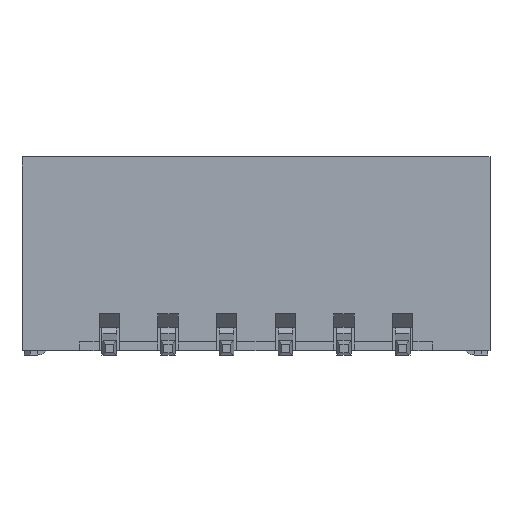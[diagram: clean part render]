
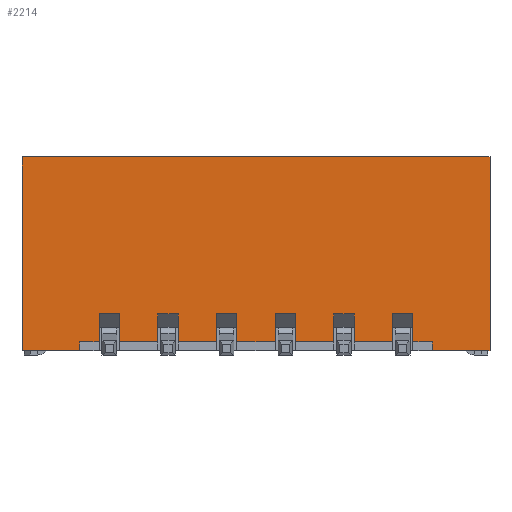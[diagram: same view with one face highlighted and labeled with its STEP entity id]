
A CAD part, front view. The second image highlights one B-rep face of the part: STEP entity #2214.
In plain terms, the highlighted face is planar.
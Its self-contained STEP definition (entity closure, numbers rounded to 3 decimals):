
#1860 = VERTEX_POINT('',#1861);
#1861 = CARTESIAN_POINT('',(9.975,0.15,0.25));
#1867 = EDGE_CURVE('',#1860,#1868,#1870,.T.);
#1868 = VERTEX_POINT('',#1869);
#1869 = CARTESIAN_POINT('',(8.,0.15,0.25));
#1870 = LINE('',#1871,#1872);
#1871 = CARTESIAN_POINT('',(9.975,0.15,0.25));
#1872 = VECTOR('',#1873,1.);
#1873 = DIRECTION('',(-1.,0.,0.));
#2075 = VERTEX_POINT('',#2076);
#2076 = CARTESIAN_POINT('',(-4.,0.15,0.25));
#2082 = EDGE_CURVE('',#2083,#2075,#2085,.T.);
#2083 = VERTEX_POINT('',#2084);
#2084 = CARTESIAN_POINT('',(-5.975,0.15,0.25));
#2085 = LINE('',#2086,#2087);
#2086 = CARTESIAN_POINT('',(-5.975,0.15,0.25));
#2087 = VECTOR('',#2088,1.);
#2088 = DIRECTION('',(1.,0.,0.));
#2140 = VERTEX_POINT('',#2141);
#2141 = CARTESIAN_POINT('',(-1.35,0.45,0.25));
#2147 = EDGE_CURVE('',#2140,#2148,#2150,.T.);
#2148 = VERTEX_POINT('',#2149);
#2149 = CARTESIAN_POINT('',(-2.65,0.45,0.25));
#2150 = LINE('',#2151,#2152);
#2151 = CARTESIAN_POINT('',(8.,0.45,0.25));
#2152 = VECTOR('',#2153,1.);
#2153 = DIRECTION('',(-1.,0.,0.));
#2172 = EDGE_CURVE('',#2148,#2173,#2175,.T.);
#2173 = VERTEX_POINT('',#2174);
#2174 = CARTESIAN_POINT('',(-2.65,1.4,0.25));
#2175 = LINE('',#2176,#2177);
#2176 = CARTESIAN_POINT('',(-2.65,1.4,0.25));
#2177 = VECTOR('',#2178,1.);
#2178 = DIRECTION('',(0.,1.,0.));
#2214 = ADVANCED_FACE('',(#2215),#2439,.F.);
#2215 = FACE_BOUND('',#2216,.T.);
#2216 = EDGE_LOOP('',(#2217,#2227,#2235,#2243,#2251,#2259,#2267,#2275,
    #2283,#2291,#2297,#2298,#2306,#2314,#2320,#2321,#2329,#2337,#2345,
    #2351,#2352,#2353,#2361,#2369,#2377,#2385,#2393,#2401,#2409,#2417,
    #2425,#2433));
#2217 = ORIENTED_EDGE('',*,*,#2218,.F.);
#2218 = EDGE_CURVE('',#2219,#2221,#2223,.T.);
#2219 = VERTEX_POINT('',#2220);
#2220 = CARTESIAN_POINT('',(4.65,0.45,0.25));
#2221 = VERTEX_POINT('',#2222);
#2222 = CARTESIAN_POINT('',(3.35,0.45,0.25));
#2223 = LINE('',#2224,#2225);
#2224 = CARTESIAN_POINT('',(12.,0.45,0.25));
#2225 = VECTOR('',#2226,1.);
#2226 = DIRECTION('',(-1.,0.,0.));
#2227 = ORIENTED_EDGE('',*,*,#2228,.T.);
#2228 = EDGE_CURVE('',#2219,#2229,#2231,.T.);
#2229 = VERTEX_POINT('',#2230);
#2230 = CARTESIAN_POINT('',(4.65,1.4,0.25));
#2231 = LINE('',#2232,#2233);
#2232 = CARTESIAN_POINT('',(4.65,1.4,0.25));
#2233 = VECTOR('',#2234,1.);
#2234 = DIRECTION('',(0.,1.,0.));
#2235 = ORIENTED_EDGE('',*,*,#2236,.F.);
#2236 = EDGE_CURVE('',#2237,#2229,#2239,.T.);
#2237 = VERTEX_POINT('',#2238);
#2238 = CARTESIAN_POINT('',(5.35,1.4,0.25));
#2239 = LINE('',#2240,#2241);
#2240 = CARTESIAN_POINT('',(5.35,1.4,0.25));
#2241 = VECTOR('',#2242,1.);
#2242 = DIRECTION('',(-1.,0.,0.));
#2243 = ORIENTED_EDGE('',*,*,#2244,.F.);
#2244 = EDGE_CURVE('',#2245,#2237,#2247,.T.);
#2245 = VERTEX_POINT('',#2246);
#2246 = CARTESIAN_POINT('',(5.35,0.45,0.25));
#2247 = LINE('',#2248,#2249);
#2248 = CARTESIAN_POINT('',(5.35,1.4,0.25));
#2249 = VECTOR('',#2250,1.);
#2250 = DIRECTION('',(0.,1.,0.));
#2251 = ORIENTED_EDGE('',*,*,#2252,.T.);
#2252 = EDGE_CURVE('',#2245,#2253,#2255,.T.);
#2253 = VERTEX_POINT('',#2254);
#2254 = CARTESIAN_POINT('',(6.65,0.45,0.25));
#2255 = LINE('',#2256,#2257);
#2256 = CARTESIAN_POINT('',(-4.,0.45,0.25));
#2257 = VECTOR('',#2258,1.);
#2258 = DIRECTION('',(1.,0.,0.));
#2259 = ORIENTED_EDGE('',*,*,#2260,.T.);
#2260 = EDGE_CURVE('',#2253,#2261,#2263,.T.);
#2261 = VERTEX_POINT('',#2262);
#2262 = CARTESIAN_POINT('',(6.65,1.4,0.25));
#2263 = LINE('',#2264,#2265);
#2264 = CARTESIAN_POINT('',(6.65,1.4,0.25));
#2265 = VECTOR('',#2266,1.);
#2266 = DIRECTION('',(0.,1.,0.));
#2267 = ORIENTED_EDGE('',*,*,#2268,.T.);
#2268 = EDGE_CURVE('',#2261,#2269,#2271,.T.);
#2269 = VERTEX_POINT('',#2270);
#2270 = CARTESIAN_POINT('',(7.35,1.4,0.25));
#2271 = LINE('',#2272,#2273);
#2272 = CARTESIAN_POINT('',(6.65,1.4,0.25));
#2273 = VECTOR('',#2274,1.);
#2274 = DIRECTION('',(1.,0.,0.));
#2275 = ORIENTED_EDGE('',*,*,#2276,.F.);
#2276 = EDGE_CURVE('',#2277,#2269,#2279,.T.);
#2277 = VERTEX_POINT('',#2278);
#2278 = CARTESIAN_POINT('',(7.35,0.45,0.25));
#2279 = LINE('',#2280,#2281);
#2280 = CARTESIAN_POINT('',(7.35,1.4,0.25));
#2281 = VECTOR('',#2282,1.);
#2282 = DIRECTION('',(0.,1.,0.));
#2283 = ORIENTED_EDGE('',*,*,#2284,.T.);
#2284 = EDGE_CURVE('',#2277,#2285,#2287,.T.);
#2285 = VERTEX_POINT('',#2286);
#2286 = CARTESIAN_POINT('',(8.,0.45,0.25));
#2287 = LINE('',#2288,#2289);
#2288 = CARTESIAN_POINT('',(-4.,0.45,0.25));
#2289 = VECTOR('',#2290,1.);
#2290 = DIRECTION('',(1.,0.,0.));
#2291 = ORIENTED_EDGE('',*,*,#2292,.F.);
#2292 = EDGE_CURVE('',#1868,#2285,#2293,.T.);
#2293 = LINE('',#2294,#2295);
#2294 = CARTESIAN_POINT('',(8.,0.15,0.25));
#2295 = VECTOR('',#2296,1.);
#2296 = DIRECTION('',(0.,1.,0.));
#2297 = ORIENTED_EDGE('',*,*,#1867,.F.);
#2298 = ORIENTED_EDGE('',*,*,#2299,.F.);
#2299 = EDGE_CURVE('',#2300,#1860,#2302,.T.);
#2300 = VERTEX_POINT('',#2301);
#2301 = CARTESIAN_POINT('',(9.975,6.75,0.25));
#2302 = LINE('',#2303,#2304);
#2303 = CARTESIAN_POINT('',(9.975,6.75,0.25));
#2304 = VECTOR('',#2305,1.);
#2305 = DIRECTION('',(0.,-1.,0.));
#2306 = ORIENTED_EDGE('',*,*,#2307,.F.);
#2307 = EDGE_CURVE('',#2308,#2300,#2310,.T.);
#2308 = VERTEX_POINT('',#2309);
#2309 = CARTESIAN_POINT('',(-5.975,6.75,0.25));
#2310 = LINE('',#2311,#2312);
#2311 = CARTESIAN_POINT('',(-5.975,6.75,0.25));
#2312 = VECTOR('',#2313,1.);
#2313 = DIRECTION('',(1.,0.,0.));
#2314 = ORIENTED_EDGE('',*,*,#2315,.T.);
#2315 = EDGE_CURVE('',#2308,#2083,#2316,.T.);
#2316 = LINE('',#2317,#2318);
#2317 = CARTESIAN_POINT('',(-5.975,6.75,0.25));
#2318 = VECTOR('',#2319,1.);
#2319 = DIRECTION('',(0.,-1.,0.));
#2320 = ORIENTED_EDGE('',*,*,#2082,.T.);
#2321 = ORIENTED_EDGE('',*,*,#2322,.T.);
#2322 = EDGE_CURVE('',#2075,#2323,#2325,.T.);
#2323 = VERTEX_POINT('',#2324);
#2324 = CARTESIAN_POINT('',(-4.,0.45,0.25));
#2325 = LINE('',#2326,#2327);
#2326 = CARTESIAN_POINT('',(-4.,0.15,0.25));
#2327 = VECTOR('',#2328,1.);
#2328 = DIRECTION('',(0.,1.,0.));
#2329 = ORIENTED_EDGE('',*,*,#2330,.F.);
#2330 = EDGE_CURVE('',#2331,#2323,#2333,.T.);
#2331 = VERTEX_POINT('',#2332);
#2332 = CARTESIAN_POINT('',(-3.35,0.45,0.25));
#2333 = LINE('',#2334,#2335);
#2334 = CARTESIAN_POINT('',(8.,0.45,0.25));
#2335 = VECTOR('',#2336,1.);
#2336 = DIRECTION('',(-1.,0.,0.));
#2337 = ORIENTED_EDGE('',*,*,#2338,.T.);
#2338 = EDGE_CURVE('',#2331,#2339,#2341,.T.);
#2339 = VERTEX_POINT('',#2340);
#2340 = CARTESIAN_POINT('',(-3.35,1.4,0.25));
#2341 = LINE('',#2342,#2343);
#2342 = CARTESIAN_POINT('',(-3.35,1.4,0.25));
#2343 = VECTOR('',#2344,1.);
#2344 = DIRECTION('',(0.,1.,0.));
#2345 = ORIENTED_EDGE('',*,*,#2346,.F.);
#2346 = EDGE_CURVE('',#2173,#2339,#2347,.T.);
#2347 = LINE('',#2348,#2349);
#2348 = CARTESIAN_POINT('',(-2.65,1.4,0.25));
#2349 = VECTOR('',#2350,1.);
#2350 = DIRECTION('',(-1.,0.,0.));
#2351 = ORIENTED_EDGE('',*,*,#2172,.F.);
#2352 = ORIENTED_EDGE('',*,*,#2147,.F.);
#2353 = ORIENTED_EDGE('',*,*,#2354,.T.);
#2354 = EDGE_CURVE('',#2140,#2355,#2357,.T.);
#2355 = VERTEX_POINT('',#2356);
#2356 = CARTESIAN_POINT('',(-1.35,1.4,0.25));
#2357 = LINE('',#2358,#2359);
#2358 = CARTESIAN_POINT('',(-1.35,1.4,0.25));
#2359 = VECTOR('',#2360,1.);
#2360 = DIRECTION('',(0.,1.,0.));
#2361 = ORIENTED_EDGE('',*,*,#2362,.F.);
#2362 = EDGE_CURVE('',#2363,#2355,#2365,.T.);
#2363 = VERTEX_POINT('',#2364);
#2364 = CARTESIAN_POINT('',(-0.65,1.4,0.25));
#2365 = LINE('',#2366,#2367);
#2366 = CARTESIAN_POINT('',(-0.65,1.4,0.25));
#2367 = VECTOR('',#2368,1.);
#2368 = DIRECTION('',(-1.,0.,0.));
#2369 = ORIENTED_EDGE('',*,*,#2370,.F.);
#2370 = EDGE_CURVE('',#2371,#2363,#2373,.T.);
#2371 = VERTEX_POINT('',#2372);
#2372 = CARTESIAN_POINT('',(-0.65,0.45,0.25));
#2373 = LINE('',#2374,#2375);
#2374 = CARTESIAN_POINT('',(-0.65,1.4,0.25));
#2375 = VECTOR('',#2376,1.);
#2376 = DIRECTION('',(0.,1.,0.));
#2377 = ORIENTED_EDGE('',*,*,#2378,.F.);
#2378 = EDGE_CURVE('',#2379,#2371,#2381,.T.);
#2379 = VERTEX_POINT('',#2380);
#2380 = CARTESIAN_POINT('',(0.65,0.45,0.25));
#2381 = LINE('',#2382,#2383);
#2382 = CARTESIAN_POINT('',(8.,0.45,0.25));
#2383 = VECTOR('',#2384,1.);
#2384 = DIRECTION('',(-1.,0.,0.));
#2385 = ORIENTED_EDGE('',*,*,#2386,.T.);
#2386 = EDGE_CURVE('',#2379,#2387,#2389,.T.);
#2387 = VERTEX_POINT('',#2388);
#2388 = CARTESIAN_POINT('',(0.65,1.4,0.25));
#2389 = LINE('',#2390,#2391);
#2390 = CARTESIAN_POINT('',(0.65,1.4,0.25));
#2391 = VECTOR('',#2392,1.);
#2392 = DIRECTION('',(0.,1.,0.));
#2393 = ORIENTED_EDGE('',*,*,#2394,.F.);
#2394 = EDGE_CURVE('',#2395,#2387,#2397,.T.);
#2395 = VERTEX_POINT('',#2396);
#2396 = CARTESIAN_POINT('',(1.35,1.4,0.25));
#2397 = LINE('',#2398,#2399);
#2398 = CARTESIAN_POINT('',(1.35,1.4,0.25));
#2399 = VECTOR('',#2400,1.);
#2400 = DIRECTION('',(-1.,0.,0.));
#2401 = ORIENTED_EDGE('',*,*,#2402,.F.);
#2402 = EDGE_CURVE('',#2403,#2395,#2405,.T.);
#2403 = VERTEX_POINT('',#2404);
#2404 = CARTESIAN_POINT('',(1.35,0.45,0.25));
#2405 = LINE('',#2406,#2407);
#2406 = CARTESIAN_POINT('',(1.35,1.4,0.25));
#2407 = VECTOR('',#2408,1.);
#2408 = DIRECTION('',(0.,1.,0.));
#2409 = ORIENTED_EDGE('',*,*,#2410,.F.);
#2410 = EDGE_CURVE('',#2411,#2403,#2413,.T.);
#2411 = VERTEX_POINT('',#2412);
#2412 = CARTESIAN_POINT('',(2.65,0.45,0.25));
#2413 = LINE('',#2414,#2415);
#2414 = CARTESIAN_POINT('',(10.,0.45,0.25));
#2415 = VECTOR('',#2416,1.);
#2416 = DIRECTION('',(-1.,0.,0.));
#2417 = ORIENTED_EDGE('',*,*,#2418,.T.);
#2418 = EDGE_CURVE('',#2411,#2419,#2421,.T.);
#2419 = VERTEX_POINT('',#2420);
#2420 = CARTESIAN_POINT('',(2.65,1.4,0.25));
#2421 = LINE('',#2422,#2423);
#2422 = CARTESIAN_POINT('',(2.65,1.4,0.25));
#2423 = VECTOR('',#2424,1.);
#2424 = DIRECTION('',(0.,1.,0.));
#2425 = ORIENTED_EDGE('',*,*,#2426,.F.);
#2426 = EDGE_CURVE('',#2427,#2419,#2429,.T.);
#2427 = VERTEX_POINT('',#2428);
#2428 = CARTESIAN_POINT('',(3.35,1.4,0.25));
#2429 = LINE('',#2430,#2431);
#2430 = CARTESIAN_POINT('',(3.35,1.4,0.25));
#2431 = VECTOR('',#2432,1.);
#2432 = DIRECTION('',(-1.,0.,0.));
#2433 = ORIENTED_EDGE('',*,*,#2434,.F.);
#2434 = EDGE_CURVE('',#2221,#2427,#2435,.T.);
#2435 = LINE('',#2436,#2437);
#2436 = CARTESIAN_POINT('',(3.35,1.4,0.25));
#2437 = VECTOR('',#2438,1.);
#2438 = DIRECTION('',(0.,1.,0.));
#2439 = PLANE('',#2440);
#2440 = AXIS2_PLACEMENT_3D('',#2441,#2442,#2443);
#2441 = CARTESIAN_POINT('',(-5.975,6.75,0.25));
#2442 = DIRECTION('',(0.,0.,-1.));
#2443 = DIRECTION('',(0.,-1.,0.));
